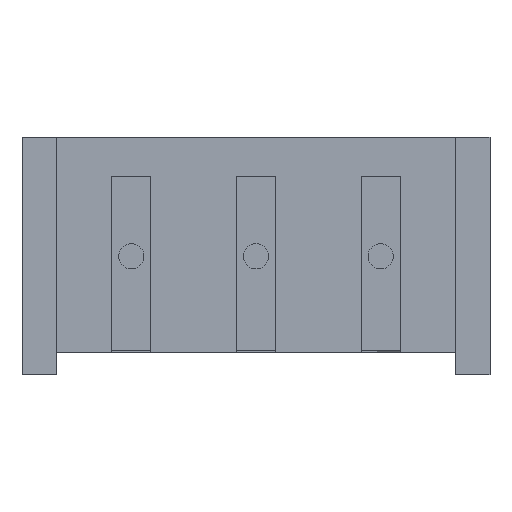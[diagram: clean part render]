
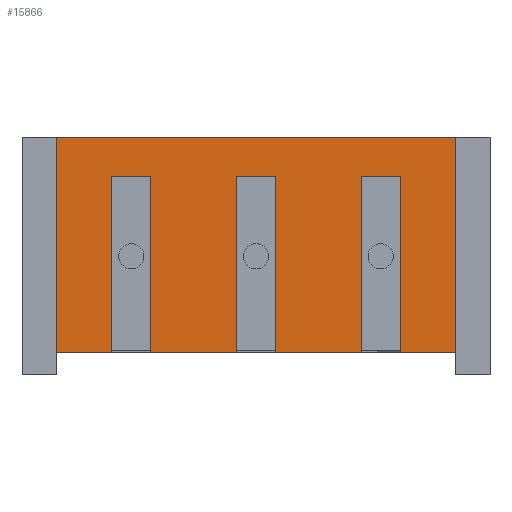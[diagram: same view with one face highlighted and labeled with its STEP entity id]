
A CAD part, front view. The second image highlights one B-rep face of the part: STEP entity #15866.
In plain terms, the highlighted planar face has unit normal (0, -1, 0).
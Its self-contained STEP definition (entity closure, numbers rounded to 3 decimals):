
#214 = LINE ( 'NONE', #17842, #17986 ) ;
#535 = CARTESIAN_POINT ( 'NONE',  ( 4.065, 0.7, 1.615 ) ) ;
#613 = LINE ( 'NONE', #712, #18186 ) ;
#712 = CARTESIAN_POINT ( 'NONE',  ( 4.065, 0.7, -1.955 ) ) ;
#770 = LINE ( 'NONE', #15490, #12718 ) ;
#995 = VECTOR ( 'NONE', #4684, 1000. ) ;
#1109 = VERTEX_POINT ( 'NONE', #3508 ) ;
#1240 = CARTESIAN_POINT ( 'NONE',  ( -2.94, 0.7, 1.615 ) ) ;
#1294 = VERTEX_POINT ( 'NONE', #14997 ) ;
#1658 = CARTESIAN_POINT ( 'NONE',  ( 0.4, 0.7, -1.955 ) ) ;
#1988 = VERTEX_POINT ( 'NONE', #13370 ) ;
#2008 = CARTESIAN_POINT ( 'NONE',  ( 4.065, 0.7, -1.955 ) ) ;
#2036 = EDGE_CURVE ( 'NONE', #7991, #3370, #5933, .T. ) ;
#2103 = CARTESIAN_POINT ( 'NONE',  ( 4.065, 0.7, 2.415 ) ) ;
#2141 = EDGE_CURVE ( 'NONE', #15177, #12141, #8180, .T. ) ;
#2192 = LINE ( 'NONE', #2008, #18530 ) ;
#2263 = VECTOR ( 'NONE', #3016, 1000. ) ;
#2632 = LINE ( 'NONE', #2819, #2263 ) ;
#2645 = VECTOR ( 'NONE', #12494, 1000. ) ;
#2666 = LINE ( 'NONE', #13062, #3162 ) ;
#2819 = CARTESIAN_POINT ( 'NONE',  ( 4.765, 0.7, 2.415 ) ) ;
#3003 = ORIENTED_EDGE ( 'NONE', *, *, #18089, .F. ) ;
#3016 = DIRECTION ( 'NONE',  ( 1., 0., 0. ) ) ;
#3050 = DIRECTION ( 'NONE',  ( 0., 0., -1. ) ) ;
#3162 = VECTOR ( 'NONE', #17099, 1000. ) ;
#3285 = ORIENTED_EDGE ( 'NONE', *, *, #7662, .F. ) ;
#3370 = VERTEX_POINT ( 'NONE', #10634 ) ;
#3508 = CARTESIAN_POINT ( 'NONE',  ( -0.4, 0.7, 1.615 ) ) ;
#3726 = DIRECTION ( 'NONE',  ( -1., 0., 0. ) ) ;
#4034 = CARTESIAN_POINT ( 'NONE',  ( -0.4, 0.7, -1.955 ) ) ;
#4113 = DIRECTION ( 'NONE',  ( 0., 1., 0. ) ) ;
#4204 = CARTESIAN_POINT ( 'NONE',  ( 4.065, 0.7, 2.415 ) ) ;
#4208 = ORIENTED_EDGE ( 'NONE', *, *, #16800, .F. ) ;
#4461 = VECTOR ( 'NONE', #8348, 1000. ) ;
#4489 = CARTESIAN_POINT ( 'NONE',  ( -0.4, 0.7, 2.415 ) ) ;
#4639 = VECTOR ( 'NONE', #15039, 1000. ) ;
#4684 = DIRECTION ( 'NONE',  ( 1., 0., 0. ) ) ;
#5401 = AXIS2_PLACEMENT_3D ( 'NONE', #4204, #4113, #8645 ) ;
#5408 = VERTEX_POINT ( 'NONE', #12044 ) ;
#5526 = EDGE_CURVE ( 'NONE', #13989, #9652, #2192, .T. ) ;
#5592 = VERTEX_POINT ( 'NONE', #2103 ) ;
#5641 = ORIENTED_EDGE ( 'NONE', *, *, #8737, .F. ) ;
#5794 = VECTOR ( 'NONE', #13865, 1000. ) ;
#5933 = LINE ( 'NONE', #10109, #13720 ) ;
#6992 = CARTESIAN_POINT ( 'NONE',  ( -4.065, 0.7, 2.415 ) ) ;
#7175 = ORIENTED_EDGE ( 'NONE', *, *, #8621, .F. ) ;
#7204 = EDGE_CURVE ( 'NONE', #1109, #10919, #12100, .T. ) ;
#7374 = CARTESIAN_POINT ( 'NONE',  ( 0., 0.7, -1.955 ) ) ;
#7417 = ORIENTED_EDGE ( 'NONE', *, *, #2036, .F. ) ;
#7543 = VECTOR ( 'NONE', #13233, 1000. ) ;
#7571 = ORIENTED_EDGE ( 'NONE', *, *, #14852, .F. ) ;
#7662 = EDGE_CURVE ( 'NONE', #16885, #15502, #12458, .T. ) ;
#7869 = VECTOR ( 'NONE', #15920, 1000. ) ;
#7909 = CARTESIAN_POINT ( 'NONE',  ( 4.065, 0.7, 1.615 ) ) ;
#7991 = VERTEX_POINT ( 'NONE', #1240 ) ;
#8180 = LINE ( 'NONE', #15725, #2645 ) ;
#8199 = ORIENTED_EDGE ( 'NONE', *, *, #15621, .F. ) ;
#8348 = DIRECTION ( 'NONE',  ( 0., 0., -1. ) ) ;
#8452 = VECTOR ( 'NONE', #3726, 1000. ) ;
#8493 = ORIENTED_EDGE ( 'NONE', *, *, #5526, .F. ) ;
#8538 = VERTEX_POINT ( 'NONE', #11921 ) ;
#8621 = EDGE_CURVE ( 'NONE', #1294, #8538, #12578, .T. ) ;
#8645 = DIRECTION ( 'NONE',  ( 0., 0., 1. ) ) ;
#8681 = EDGE_CURVE ( 'NONE', #5592, #1988, #12846, .T. ) ;
#8737 = EDGE_CURVE ( 'NONE', #15502, #7991, #9020, .T. ) ;
#8919 = EDGE_CURVE ( 'NONE', #9652, #13661, #214, .T. ) ;
#9020 = LINE ( 'NONE', #12092, #7543 ) ;
#9185 = CARTESIAN_POINT ( 'NONE',  ( -2.14, 0.7, 2.415 ) ) ;
#9384 = FACE_OUTER_BOUND ( 'NONE', #12585, .T. ) ;
#9652 = VERTEX_POINT ( 'NONE', #1658 ) ;
#9674 = ORIENTED_EDGE ( 'NONE', *, *, #13431, .T. ) ;
#9749 = CARTESIAN_POINT ( 'NONE',  ( 2.14, 0.7, -1.955 ) ) ;
#9875 = CARTESIAN_POINT ( 'NONE',  ( -2.14, 0.7, -1.955 ) ) ;
#10025 = ORIENTED_EDGE ( 'NONE', *, *, #18200, .T. ) ;
#10109 = CARTESIAN_POINT ( 'NONE',  ( -2.94, 0.7, 2.415 ) ) ;
#10478 = DIRECTION ( 'NONE',  ( 0., 0., -1. ) ) ;
#10634 = CARTESIAN_POINT ( 'NONE',  ( -2.94, 0.7, -1.955 ) ) ;
#10649 = ORIENTED_EDGE ( 'NONE', *, *, #2141, .F. ) ;
#10748 = EDGE_CURVE ( 'NONE', #13661, #1109, #15110, .T. ) ;
#10919 = VERTEX_POINT ( 'NONE', #4034 ) ;
#11123 = DIRECTION ( 'NONE',  ( 0., 0., 1. ) ) ;
#11714 = LINE ( 'NONE', #7374, #995 ) ;
#11719 = CARTESIAN_POINT ( 'NONE',  ( 2.14, 0.7, 2.415 ) ) ;
#11921 = CARTESIAN_POINT ( 'NONE',  ( 2.14, 0.7, 1.615 ) ) ;
#12044 = CARTESIAN_POINT ( 'NONE',  ( 2.94, 0.7, -1.955 ) ) ;
#12092 = CARTESIAN_POINT ( 'NONE',  ( 4.065, 0.7, 1.615 ) ) ;
#12100 = LINE ( 'NONE', #4489, #15358 ) ;
#12141 = VERTEX_POINT ( 'NONE', #6992 ) ;
#12458 = LINE ( 'NONE', #9185, #4639 ) ;
#12494 = DIRECTION ( 'NONE',  ( 0., 0., 1. ) ) ;
#12566 = DIRECTION ( 'NONE',  ( -1., 0., 0. ) ) ;
#12578 = LINE ( 'NONE', #535, #8452 ) ;
#12585 = EDGE_LOOP ( 'NONE', ( #8493, #8199, #7175, #3003, #9674, #13954, #7571, #10649, #10025, #7417, #5641, #3285, #4208, #16285, #18709, #13942 ) ) ;
#12718 = VECTOR ( 'NONE', #18679, 1000. ) ;
#12846 = LINE ( 'NONE', #15720, #4461 ) ;
#13062 = CARTESIAN_POINT ( 'NONE',  ( 2.94, 0.7, 2.415 ) ) ;
#13069 = LINE ( 'NONE', #11719, #7869 ) ;
#13233 = DIRECTION ( 'NONE',  ( -1., 0., 0. ) ) ;
#13370 = CARTESIAN_POINT ( 'NONE',  ( 4.065, 0.7, -1.955 ) ) ;
#13386 = CARTESIAN_POINT ( 'NONE',  ( 0.4, 0.7, 1.615 ) ) ;
#13431 = EDGE_CURVE ( 'NONE', #5408, #1988, #770, .T. ) ;
#13661 = VERTEX_POINT ( 'NONE', #13386 ) ;
#13720 = VECTOR ( 'NONE', #10478, 1000. ) ;
#13806 = CARTESIAN_POINT ( 'NONE',  ( -2.14, 0.7, 1.615 ) ) ;
#13865 = DIRECTION ( 'NONE',  ( -1., 0., 0. ) ) ;
#13942 = ORIENTED_EDGE ( 'NONE', *, *, #8919, .F. ) ;
#13954 = ORIENTED_EDGE ( 'NONE', *, *, #8681, .F. ) ;
#13989 = VERTEX_POINT ( 'NONE', #9749 ) ;
#14852 = EDGE_CURVE ( 'NONE', #12141, #5592, #2632, .T. ) ;
#14997 = CARTESIAN_POINT ( 'NONE',  ( 2.94, 0.7, 1.615 ) ) ;
#15039 = DIRECTION ( 'NONE',  ( 0., 0., 1. ) ) ;
#15110 = LINE ( 'NONE', #7909, #5794 ) ;
#15177 = VERTEX_POINT ( 'NONE', #17319 ) ;
#15240 = PLANE ( 'NONE',  #5401 ) ;
#15291 = DIRECTION ( 'NONE',  ( -1., 0., 0. ) ) ;
#15358 = VECTOR ( 'NONE', #3050, 1000. ) ;
#15490 = CARTESIAN_POINT ( 'NONE',  ( 0., 0.7, -1.955 ) ) ;
#15502 = VERTEX_POINT ( 'NONE', #13806 ) ;
#15621 = EDGE_CURVE ( 'NONE', #8538, #13989, #13069, .T. ) ;
#15720 = CARTESIAN_POINT ( 'NONE',  ( 4.065, 0.7, 2.415 ) ) ;
#15725 = CARTESIAN_POINT ( 'NONE',  ( -4.065, 0.7, 2.415 ) ) ;
#15866 = ADVANCED_FACE ( 'NONE', ( #9384 ), #15240, .F. ) ;
#15920 = DIRECTION ( 'NONE',  ( 0., 0., -1. ) ) ;
#16285 = ORIENTED_EDGE ( 'NONE', *, *, #7204, .F. ) ;
#16800 = EDGE_CURVE ( 'NONE', #10919, #16885, #613, .T. ) ;
#16885 = VERTEX_POINT ( 'NONE', #9875 ) ;
#17099 = DIRECTION ( 'NONE',  ( 0., 0., 1. ) ) ;
#17319 = CARTESIAN_POINT ( 'NONE',  ( -4.065, 0.7, -1.955 ) ) ;
#17842 = CARTESIAN_POINT ( 'NONE',  ( 0.4, 0.7, 2.415 ) ) ;
#17986 = VECTOR ( 'NONE', #11123, 1000. ) ;
#18089 = EDGE_CURVE ( 'NONE', #5408, #1294, #2666, .T. ) ;
#18186 = VECTOR ( 'NONE', #12566, 1000. ) ;
#18200 = EDGE_CURVE ( 'NONE', #15177, #3370, #11714, .T. ) ;
#18530 = VECTOR ( 'NONE', #15291, 1000. ) ;
#18679 = DIRECTION ( 'NONE',  ( 1., 0., 0. ) ) ;
#18709 = ORIENTED_EDGE ( 'NONE', *, *, #10748, .F. ) ;
